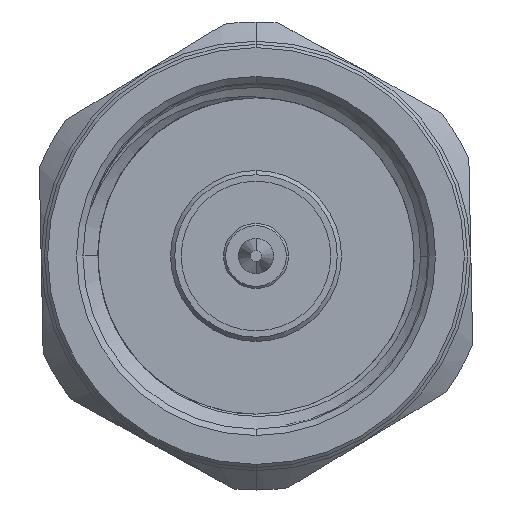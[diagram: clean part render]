
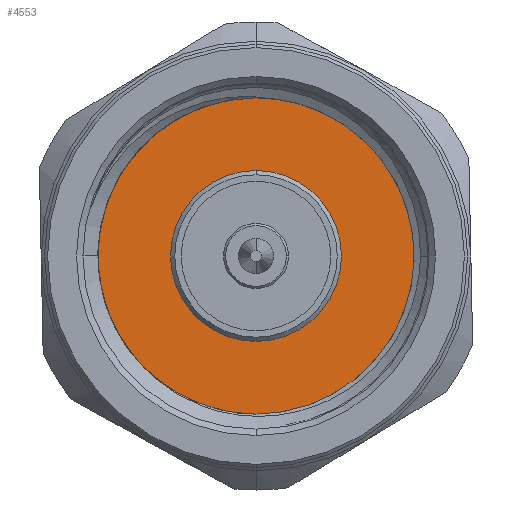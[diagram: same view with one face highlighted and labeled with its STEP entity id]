
A CAD part, left-side view. The second image highlights one B-rep face of the part: STEP entity #4553.
In plain terms, the highlighted face is planar.
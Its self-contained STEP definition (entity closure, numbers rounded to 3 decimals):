
#143 = DIRECTION ( 'NONE',  ( 0., 1., 0. ) ) ;
#664 = DIRECTION ( 'NONE',  ( 0., -1., 0. ) ) ;
#696 = AXIS2_PLACEMENT_3D ( 'NONE', #8287, #2116, #7572 ) ;
#773 = CARTESIAN_POINT ( 'NONE',  ( 0., -9.25, -4. ) ) ;
#809 = CARTESIAN_POINT ( 'NONE',  ( 0., -9.25, 0. ) ) ;
#902 = ORIENTED_EDGE ( 'NONE', *, *, #3672, .T. ) ;
#1024 = EDGE_CURVE ( 'NONE', #5246, #6541, #8362, .T. ) ;
#1111 = DIRECTION ( 'NONE',  ( 0., 0., -1. ) ) ;
#1350 = CARTESIAN_POINT ( 'NONE',  ( 0., -9.25, 0. ) ) ;
#1746 = ORIENTED_EDGE ( 'NONE', *, *, #5734, .F. ) ;
#2096 = CARTESIAN_POINT ( 'NONE',  ( 0., -9.25, 7.7 ) ) ;
#2116 = DIRECTION ( 'NONE',  ( 0., -1., 0. ) ) ;
#2295 = CIRCLE ( 'NONE', #5169, 7.7 ) ;
#2304 = CIRCLE ( 'NONE', #5471, 4. ) ;
#2552 = AXIS2_PLACEMENT_3D ( 'NONE', #809, #143, #2901 ) ;
#2901 = DIRECTION ( 'NONE',  ( 1., 0., 0. ) ) ;
#3008 = CIRCLE ( 'NONE', #696, 7.7 ) ;
#3058 = CARTESIAN_POINT ( 'NONE',  ( 0., -9.25, 0. ) ) ;
#3297 = VERTEX_POINT ( 'NONE', #3955 ) ;
#3416 = DIRECTION ( 'NONE',  ( 0., 0., -1. ) ) ;
#3600 = AXIS2_PLACEMENT_3D ( 'NONE', #3058, #4495, #1111 ) ;
#3672 = EDGE_CURVE ( 'NONE', #6541, #5246, #2304, .T. ) ;
#3955 = CARTESIAN_POINT ( 'NONE',  ( 0., -9.25, -7.7 ) ) ;
#4495 = DIRECTION ( 'NONE',  ( 0., -1., 0. ) ) ;
#4553 = ADVANCED_FACE ( 'NONE', ( #6999, #8397 ), #7803, .T. ) ;
#4935 = VERTEX_POINT ( 'NONE', #2096 ) ;
#5169 = AXIS2_PLACEMENT_3D ( 'NONE', #1350, #664, #3416 ) ;
#5246 = VERTEX_POINT ( 'NONE', #6729 ) ;
#5471 = AXIS2_PLACEMENT_3D ( 'NONE', #5886, #7157, #6479 ) ;
#5734 = EDGE_CURVE ( 'NONE', #4935, #3297, #3008, .T. ) ;
#5886 = CARTESIAN_POINT ( 'NONE',  ( 0., -9.25, 0. ) ) ;
#6363 = EDGE_LOOP ( 'NONE', ( #902, #6580 ) ) ;
#6409 = EDGE_LOOP ( 'NONE', ( #7380, #1746 ) ) ;
#6479 = DIRECTION ( 'NONE',  ( 0., 0., -1. ) ) ;
#6541 = VERTEX_POINT ( 'NONE', #773 ) ;
#6580 = ORIENTED_EDGE ( 'NONE', *, *, #1024, .T. ) ;
#6729 = CARTESIAN_POINT ( 'NONE',  ( 0., -9.25, 4. ) ) ;
#6999 = FACE_OUTER_BOUND ( 'NONE', #6409, .T. ) ;
#7157 = DIRECTION ( 'NONE',  ( 0., -1., 0. ) ) ;
#7380 = ORIENTED_EDGE ( 'NONE', *, *, #8064, .F. ) ;
#7572 = DIRECTION ( 'NONE',  ( 0., 0., -1. ) ) ;
#7803 = PLANE ( 'NONE',  #2552 ) ;
#8064 = EDGE_CURVE ( 'NONE', #3297, #4935, #2295, .T. ) ;
#8287 = CARTESIAN_POINT ( 'NONE',  ( 0., -9.25, 0. ) ) ;
#8362 = CIRCLE ( 'NONE', #3600, 4. ) ;
#8397 = FACE_BOUND ( 'NONE', #6363, .T. ) ;
